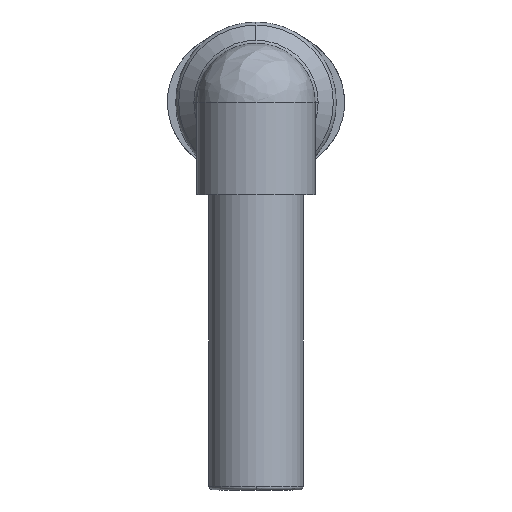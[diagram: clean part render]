
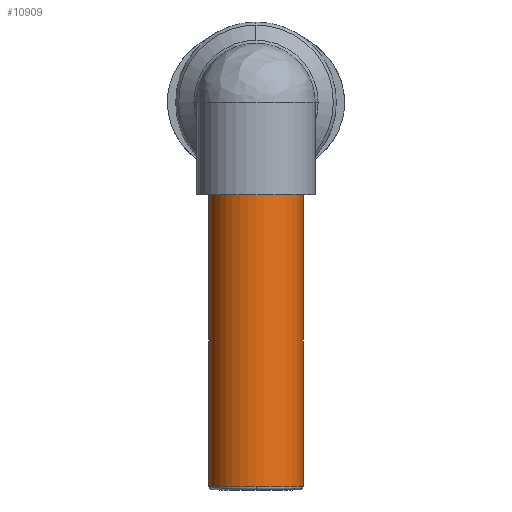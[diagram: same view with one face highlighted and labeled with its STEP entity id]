
A CAD part, left-side view. The second image highlights one B-rep face of the part: STEP entity #10909.
In plain terms, the highlighted cylindrical face has radius 4 mm (diameter 8 mm), a partial arc.
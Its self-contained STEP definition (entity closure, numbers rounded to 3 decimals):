
#123 = AXIS2_PLACEMENT_3D ( 'NONE', #12866, #13978, #671 ) ;
#671 = DIRECTION ( 'NONE',  ( 0., -1., 0. ) ) ;
#1469 = VERTEX_POINT ( 'NONE', #10188 ) ;
#1530 = EDGE_CURVE ( 'NONE', #2144, #5994, #6958, .T. ) ;
#1553 = EDGE_CURVE ( 'NONE', #6039, #9470, #5216, .T. ) ;
#1698 = VECTOR ( 'NONE', #1906, 1000. ) ;
#1848 = ORIENTED_EDGE ( 'NONE', *, *, #2446, .F. ) ;
#1906 = DIRECTION ( 'NONE',  ( 0., 0., 1. ) ) ;
#2144 = VERTEX_POINT ( 'NONE', #2788 ) ;
#2220 = DIRECTION ( 'NONE',  ( 0., -1., 0. ) ) ;
#2446 = EDGE_CURVE ( 'NONE', #6039, #5994, #8285, .T. ) ;
#2788 = CARTESIAN_POINT ( 'NONE',  ( -7.472, -4., -7.8 ) ) ;
#3126 = EDGE_CURVE ( 'NONE', #1469, #2144, #13866, .T. ) ;
#4284 = ORIENTED_EDGE ( 'NONE', *, *, #3126, .T. ) ;
#4327 = CARTESIAN_POINT ( 'NONE',  ( -7.472, 0., -20.3 ) ) ;
#4782 = VECTOR ( 'NONE', #5854, 1000. ) ;
#5216 = CIRCLE ( 'NONE', #6883, 4. ) ;
#5432 = DIRECTION ( 'NONE',  ( 0., 0., 1. ) ) ;
#5712 = DIRECTION ( 'NONE',  ( 0., 0., -1. ) ) ;
#5753 = CARTESIAN_POINT ( 'NONE',  ( -7.472, 0., -7.8 ) ) ;
#5854 = DIRECTION ( 'NONE',  ( 0., 0., 1. ) ) ;
#5855 = AXIS2_PLACEMENT_3D ( 'NONE', #5753, #5712, #9099 ) ;
#5994 = VERTEX_POINT ( 'NONE', #10492 ) ;
#6039 = VERTEX_POINT ( 'NONE', #13909 ) ;
#6599 = EDGE_CURVE ( 'NONE', #9470, #1469, #11789, .T. ) ;
#6881 = CARTESIAN_POINT ( 'NONE',  ( -7.472, -4., -20.3 ) ) ;
#6883 = AXIS2_PLACEMENT_3D ( 'NONE', #12580, #7993, #7027 ) ;
#6958 = CIRCLE ( 'NONE', #5855, 4. ) ;
#7027 = DIRECTION ( 'NONE',  ( 0., -1., 0. ) ) ;
#7628 = ORIENTED_EDGE ( 'NONE', *, *, #1553, .T. ) ;
#7993 = DIRECTION ( 'NONE',  ( 0., 0., 1. ) ) ;
#8285 = LINE ( 'NONE', #13098, #1698 ) ;
#9099 = DIRECTION ( 'NONE',  ( 0., -1., 0. ) ) ;
#9470 = VERTEX_POINT ( 'NONE', #13093 ) ;
#9919 = EDGE_LOOP ( 'NONE', ( #1848, #7628, #10762, #4284, #13810 ) ) ;
#10170 = CYLINDRICAL_SURFACE ( 'NONE', #12257, 4. ) ;
#10188 = CARTESIAN_POINT ( 'NONE',  ( -7.472, -4., -32.5 ) ) ;
#10492 = CARTESIAN_POINT ( 'NONE',  ( -7.472, 4., -7.8 ) ) ;
#10762 = ORIENTED_EDGE ( 'NONE', *, *, #6599, .T. ) ;
#10909 = ADVANCED_FACE ( 'NONE', ( #12118 ), #10170, .T. ) ;
#11789 = CIRCLE ( 'NONE', #123, 4. ) ;
#12118 = FACE_OUTER_BOUND ( 'NONE', #9919, .T. ) ;
#12257 = AXIS2_PLACEMENT_3D ( 'NONE', #4327, #5432, #2220 ) ;
#12580 = CARTESIAN_POINT ( 'NONE',  ( -7.472, 0., -32.5 ) ) ;
#12866 = CARTESIAN_POINT ( 'NONE',  ( -7.472, 0., -32.5 ) ) ;
#13093 = CARTESIAN_POINT ( 'NONE',  ( -11.472, 0., -32.5 ) ) ;
#13098 = CARTESIAN_POINT ( 'NONE',  ( -7.472, 4., -20.3 ) ) ;
#13810 = ORIENTED_EDGE ( 'NONE', *, *, #1530, .T. ) ;
#13866 = LINE ( 'NONE', #6881, #4782 ) ;
#13909 = CARTESIAN_POINT ( 'NONE',  ( -7.472, 4., -32.5 ) ) ;
#13978 = DIRECTION ( 'NONE',  ( 0., 0., 1. ) ) ;
